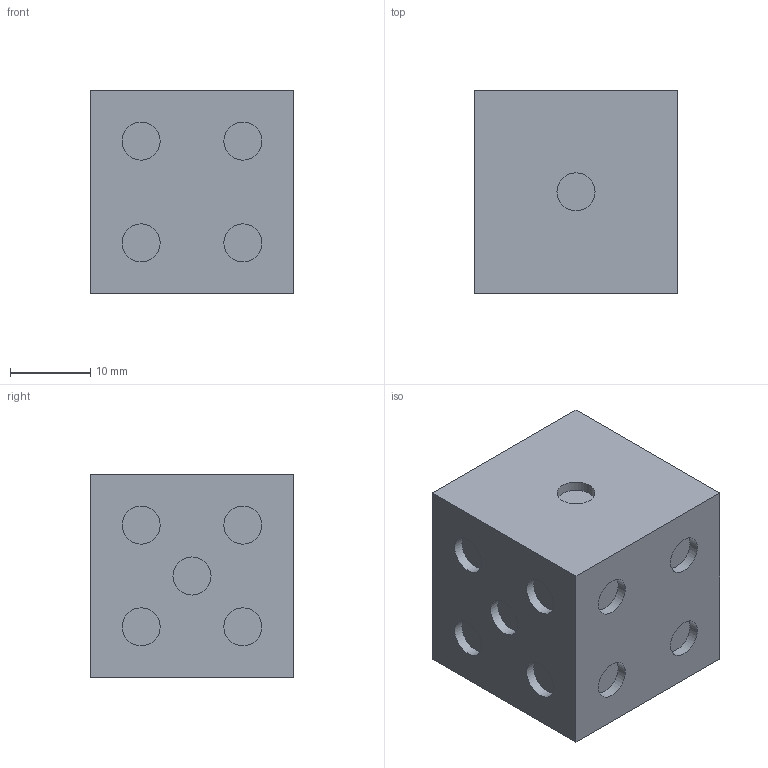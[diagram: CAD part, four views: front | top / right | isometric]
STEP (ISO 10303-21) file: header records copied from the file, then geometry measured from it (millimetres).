
FILE_DESCRIPTION(/* description */ (''),/* implementation_level */ '2;1');
FILE_NAME(/* name */ 'Gold ''n silver\Die unsculpted.stp',/* time_stamp */ '2014-07-25T16:35:59-05:00',/* author */ ('quinn'),/* organization */ (''),/* preprocessor_version */ 'ST-DEVELOPER v15.2',/* originating_system */ 'Autodesk Inventor 2014',/* authorisation */ '');
FILE_SCHEMA (('AUTOMOTIVE_DESIGN { 1 0 10303 214 3 1 1 }'));
Length unit declared in the file: inch
Products named in the file (1): Die unsculpted
Bounding box: 25.4 x 25.4 x 25.4 mm (x, y, z)
Volume: 15914.5 mm3; surface area: 4268.9 mm2
Topology: 1 solids, 1 shells, 48 faces, 79 edges, 58 vertices
Faces by surface type: plane 27, cylinder 21
Full cylindrical faces by diameter (mm): 4.75 x21
Entity records: 1112 total; most frequent: DIRECTION 198, CARTESIAN_POINT 165, ORIENTED_EDGE 108, AXIS2_PLACEMENT_3D 91, EDGE_LOOP 90, EDGE_CURVE 54, VERTEX_POINT 50, STYLED_ITEM 49
